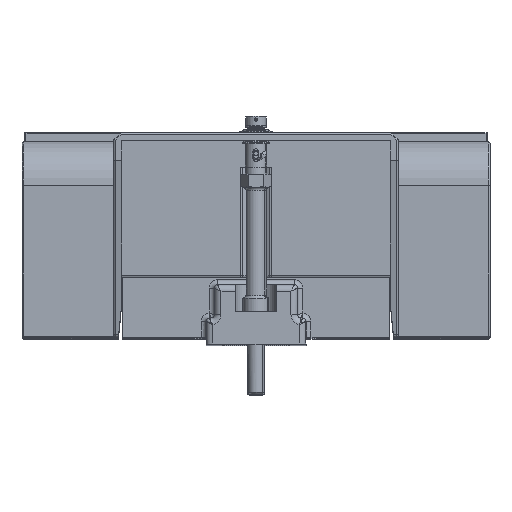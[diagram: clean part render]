
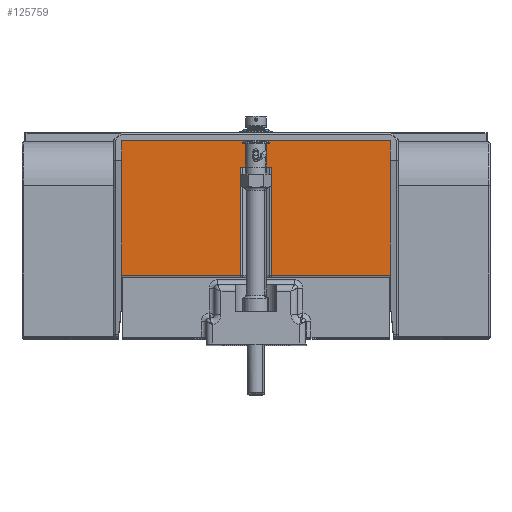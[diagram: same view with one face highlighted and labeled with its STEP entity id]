
A CAD part, top view. The second image highlights one B-rep face of the part: STEP entity #125759.
In plain terms, the highlighted planar face has unit normal (0, 0, 1).
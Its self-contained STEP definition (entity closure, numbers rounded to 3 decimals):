
#4409=DIRECTION('',(0.,-1.,0.));
#4410=VECTOR('',#4409,40.5);
#4411=CARTESIAN_POINT('',(-40.3,61.,287.));
#4412=LINE('',#4411,#4410);
#7873=DIRECTION('',(0.,-1.,0.));
#7874=VECTOR('',#7873,40.5);
#7875=CARTESIAN_POINT('',(40.3,61.,287.));
#7876=LINE('',#7875,#7874);
#8365=DIRECTION('',(-1.,0.,0.));
#8366=VECTOR('',#8365,35.782);
#8367=CARTESIAN_POINT('',(-4.518,20.5,287.));
#8368=LINE('',#8367,#8366);
#8369=DIRECTION('',(-1.,0.,0.));
#8370=VECTOR('',#8369,35.782);
#8371=CARTESIAN_POINT('',(40.3,20.5,287.));
#8372=LINE('',#8371,#8370);
#8373=DIRECTION('',(0.,-1.,0.));
#8374=VECTOR('',#8373,32.5);
#8375=CARTESIAN_POINT('',(4.518,53.,287.));
#8376=LINE('',#8375,#8374);
#8377=DIRECTION('',(0.,1.,0.));
#8378=VECTOR('',#8377,32.5);
#8379=CARTESIAN_POINT('',(-4.518,20.5,287.));
#8380=LINE('',#8379,#8378);
#8381=DIRECTION('',(1.,0.,0.));
#8382=VECTOR('',#8381,80.6);
#8383=CARTESIAN_POINT('',(-40.3,61.,287.));
#8384=LINE('',#8383,#8382);
#85577=DIRECTION('',(1.,0.,0.));
#85578=VECTOR('',#85577,9.035);
#85579=CARTESIAN_POINT('',(-4.518,53.,287.));
#85580=LINE('',#85579,#85578);
#112717=CARTESIAN_POINT('',(-40.3,61.,287.));
#112718=CARTESIAN_POINT('',(40.3,61.,287.));
#112719=VERTEX_POINT('',#112717);
#112720=VERTEX_POINT('',#112718);
#112733=CARTESIAN_POINT('',(-4.518,53.,287.));
#112734=VERTEX_POINT('',#112733);
#112735=CARTESIAN_POINT('',(4.518,53.,287.));
#112736=VERTEX_POINT('',#112735);
#115725=CARTESIAN_POINT('',(-4.518,20.5,287.));
#115726=CARTESIAN_POINT('',(-40.3,20.5,287.));
#115727=VERTEX_POINT('',#115725);
#115728=VERTEX_POINT('',#115726);
#115743=CARTESIAN_POINT('',(4.518,20.5,287.));
#115744=VERTEX_POINT('',#115743);
#115747=CARTESIAN_POINT('',(40.3,20.5,287.));
#115748=VERTEX_POINT('',#115747);
#125739=CARTESIAN_POINT('',(40.3,61.,287.));
#125740=DIRECTION('',(0.,0.,1.));
#125741=DIRECTION('',(-1.,0.,0.));
#125742=AXIS2_PLACEMENT_3D('',#125739,#125740,#125741);
#125743=PLANE('',#125742);
#125744=ORIENTED_EDGE('',*,*,#125730,.T.);
#125745=ORIENTED_EDGE('',*,*,#122803,.F.);
#125747=ORIENTED_EDGE('',*,*,#125746,.T.);
#125748=ORIENTED_EDGE('',*,*,#125433,.T.);
#125750=ORIENTED_EDGE('',*,*,#125749,.T.);
#125752=ORIENTED_EDGE('',*,*,#125751,.F.);
#125754=ORIENTED_EDGE('',*,*,#125753,.F.);
#125756=ORIENTED_EDGE('',*,*,#125755,.F.);
#125757=EDGE_LOOP('',(#125744,#125745,#125747,#125748,#125750,#125752,#125754,
#125756));
#125758=FACE_OUTER_BOUND('',#125757,.F.);
#125759=ADVANCED_FACE('',(#125758),#125743,.T.);
#122803=EDGE_CURVE('',#112719,#115728,#4412,.T.);
#125433=EDGE_CURVE('',#112720,#115748,#7876,.T.);
#125730=EDGE_CURVE('',#115727,#115728,#8368,.T.);
#125746=EDGE_CURVE('',#112719,#112720,#8384,.T.);
#125749=EDGE_CURVE('',#115748,#115744,#8372,.T.);
#125751=EDGE_CURVE('',#112736,#115744,#8376,.T.);
#125753=EDGE_CURVE('',#112734,#112736,#85580,.T.);
#125755=EDGE_CURVE('',#115727,#112734,#8380,.T.);
